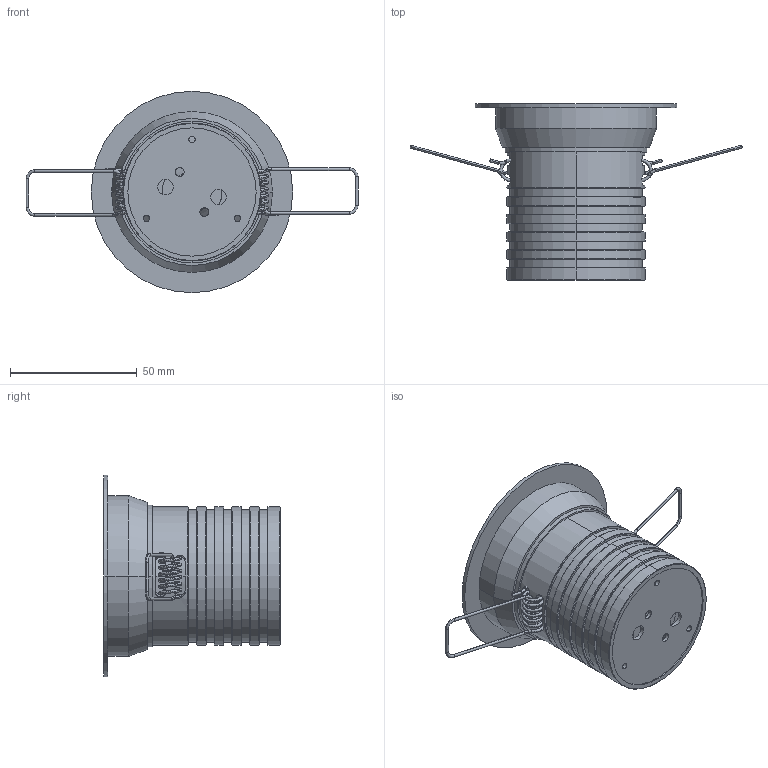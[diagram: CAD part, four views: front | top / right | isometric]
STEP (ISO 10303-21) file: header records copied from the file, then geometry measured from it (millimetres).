
FILE_DESCRIPTION (( 'STEP AP214' ), '1' );
FILE_NAME ('Ñáîðêà_ïîòîëî÷íîãî_GU_10_âïðåññîâêà_Ñòàíäàðò_ïîä_ãèïñîêàðòîí.STEP', '2022-03-16T19:12:29', ( '' ), ( '' ), 'SwSTEP 2.0', 'SolidWorks 2018', '' );
FILE_SCHEMA (( 'AUTOMOTIVE_DESIGN' ));
Length unit declared in the file: millimetre
Products named in the file (1): Ñáîðêà_ïîòîëî÷íîãî_GU_10_âïðåññîâêà_Ñòàíäàðò_ïîä_ãèïñîêàðòîí
Bounding box: 131.1 x 69.58 x 79.5 mm (x, y, z)
Volume: 84163.4 mm3; surface area: 48207.4 mm2
Topology: 12 solids, 12 shells, 376 faces, 901 edges, 564 vertices
Faces by surface type: cylinder 173, plane 92, torus 59, cone 30, bspline 22
Entity records: 15014 total; most frequent: CARTESIAN_POINT 5427, DIRECTION 2045, ORIENTED_EDGE 1790, EDGE_CURVE 895, AXIS2_PLACEMENT_3D 873, VERTEX_POINT 564, CIRCLE 518, EDGE_LOOP 423
